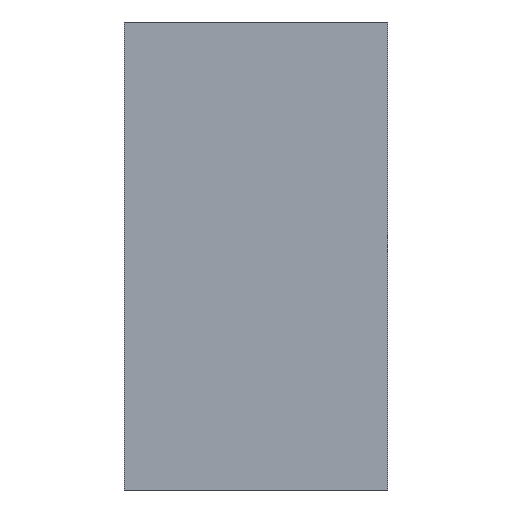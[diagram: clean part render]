
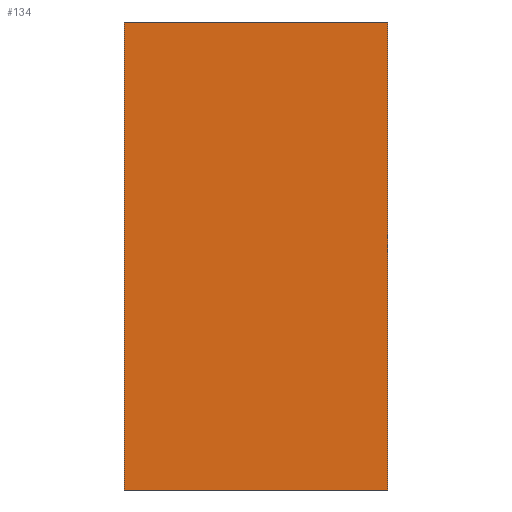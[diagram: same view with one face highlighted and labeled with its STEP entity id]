
A CAD part, front view. The second image highlights one B-rep face of the part: STEP entity #134.
In plain terms, the highlighted planar face has unit normal (0, -1, 0).
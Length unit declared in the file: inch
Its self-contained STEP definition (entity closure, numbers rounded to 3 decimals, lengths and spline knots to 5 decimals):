
#1 = VERTEX_POINT ( 'NONE', #60 ) ;
#14 = EDGE_CURVE ( 'NONE', #165, #1, #183, .T. ) ;
#15 = VERTEX_POINT ( 'NONE', #37 ) ;
#33 = AXIS2_PLACEMENT_3D ( 'NONE', #99, #103, #119 ) ;
#34 = EDGE_CURVE ( 'NONE', #15, #165, #152, .T. ) ;
#35 = ORIENTED_EDGE ( 'NONE', *, *, #14, .F. ) ;
#37 = CARTESIAN_POINT ( 'NONE',  ( 0., 0., 0. ) ) ;
#38 = EDGE_CURVE ( 'NONE', #1, #161, #189, .T. ) ;
#42 = VECTOR ( 'NONE', #151, 39.37008 ) ;
#51 = DIRECTION ( 'NONE',  ( 0., 0., -1. ) ) ;
#60 = CARTESIAN_POINT ( 'NONE',  ( 18., 0., -32. ) ) ;
#65 = CARTESIAN_POINT ( 'NONE',  ( 0., 0., -32. ) ) ;
#69 = LINE ( 'NONE', #98, #88 ) ;
#70 = ORIENTED_EDGE ( 'NONE', *, *, #102, .F. ) ;
#76 = DIRECTION ( 'NONE',  ( -1., 0., 0. ) ) ;
#84 = FACE_OUTER_BOUND ( 'NONE', #150, .T. ) ;
#88 = VECTOR ( 'NONE', #100, 39.37008 ) ;
#90 = CARTESIAN_POINT ( 'NONE',  ( 0., 0., 0. ) ) ;
#93 = VECTOR ( 'NONE', #51, 39.37008 ) ;
#98 = CARTESIAN_POINT ( 'NONE',  ( 0., 0., 0. ) ) ;
#99 = CARTESIAN_POINT ( 'NONE',  ( 0., 0., 0. ) ) ;
#100 = DIRECTION ( 'NONE',  ( 0., 0., 1. ) ) ;
#102 = EDGE_CURVE ( 'NONE', #161, #15, #69, .T. ) ;
#103 = DIRECTION ( 'NONE',  ( 0., -1., 0. ) ) ;
#110 = ORIENTED_EDGE ( 'NONE', *, *, #38, .F. ) ;
#117 = CARTESIAN_POINT ( 'NONE',  ( 18., 0., 0. ) ) ;
#119 = DIRECTION ( 'NONE',  ( 0., 0., -1. ) ) ;
#134 = ADVANCED_FACE ( 'NONE', ( #84 ), #168, .T. ) ;
#135 = CARTESIAN_POINT ( 'NONE',  ( 0., 0., -32. ) ) ;
#141 = CARTESIAN_POINT ( 'NONE',  ( 18., 0., 0. ) ) ;
#150 = EDGE_LOOP ( 'NONE', ( #70, #110, #35, #176 ) ) ;
#151 = DIRECTION ( 'NONE',  ( 1., 0., 0. ) ) ;
#152 = LINE ( 'NONE', #90, #42 ) ;
#161 = VERTEX_POINT ( 'NONE', #65 ) ;
#165 = VERTEX_POINT ( 'NONE', #141 ) ;
#168 = PLANE ( 'NONE',  #33 ) ;
#176 = ORIENTED_EDGE ( 'NONE', *, *, #34, .F. ) ;
#183 = LINE ( 'NONE', #117, #93 ) ;
#189 = LINE ( 'NONE', #135, #193 ) ;
#193 = VECTOR ( 'NONE', #76, 39.37008 ) ;
